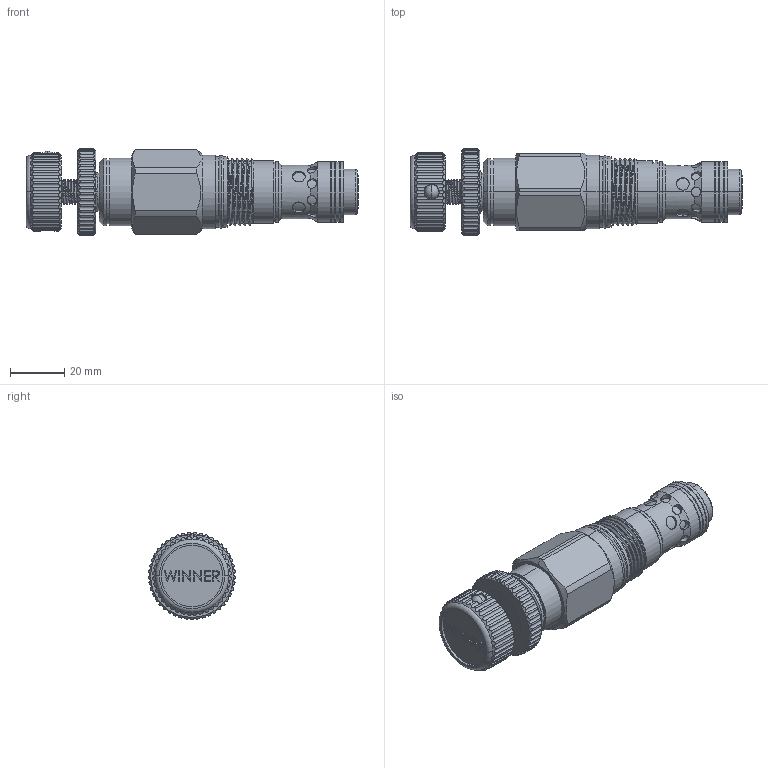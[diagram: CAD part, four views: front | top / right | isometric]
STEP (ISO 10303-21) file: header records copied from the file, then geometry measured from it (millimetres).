
FILE_DESCRIPTION (( 'STEP AP203' ), '1' );
FILE_NAME ('CR3A20-K.STEP', '2021-06-25T07:24:55', ( '' ), ( '' ), 'SwSTEP 2.0', 'SolidWorks 2018', '' );
FILE_SCHEMA (( 'CONFIG_CONTROL_DESIGN' ));
Length unit declared in the file: millimetre
Products named in the file (1): CR3A20-K
Bounding box: 122.92 x 32.2 x 32.18 mm (x, y, z)
Volume: 60053.8 mm3; surface area: 15043.3 mm2
Topology: 2 solids, 2 shells, 561 faces, 1506 edges, 984 vertices
Faces by surface type: cylinder 378, plane 113, cone 41, torus 14, bspline 13, sphere 2
Entity records: 28283 total; most frequent: CARTESIAN_POINT 14887, ORIENTED_EDGE 3012, DIRECTION 2511, EDGE_CURVE 1506, VERTEX_POINT 984, AXIS2_PLACEMENT_3D 947, VECTOR 617, LINE 617
